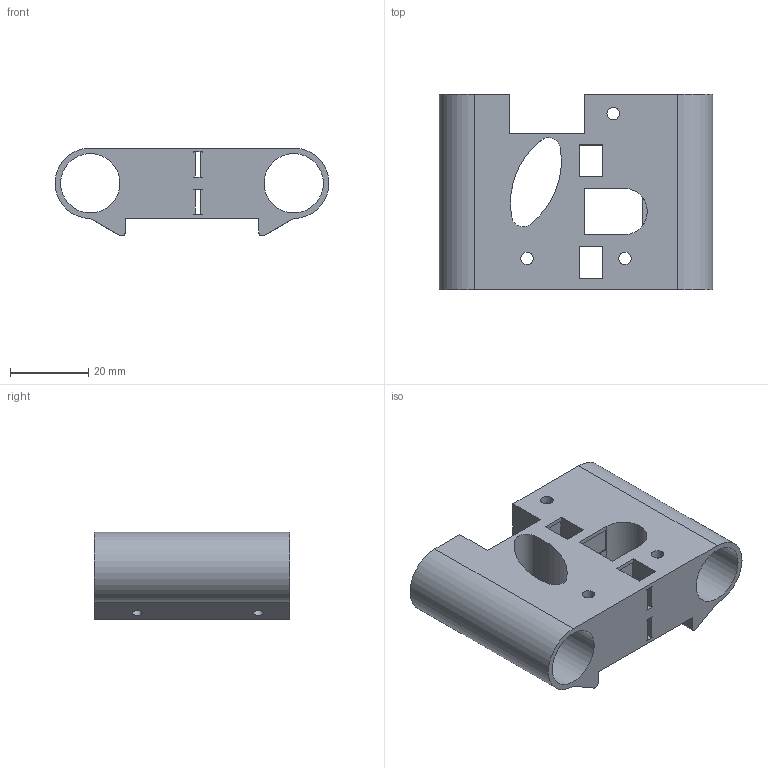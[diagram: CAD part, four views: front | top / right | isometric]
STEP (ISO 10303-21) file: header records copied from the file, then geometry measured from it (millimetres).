
FILE_DESCRIPTION(('FreeCAD Model'),'2;1');
FILE_NAME('Open CASCADE Shape Model','2025-01-17T22:44:33',(''),(''), 'Open CASCADE STEP processor 7.8','FreeCAD','Unknown');
FILE_SCHEMA(('AUTOMOTIVE_DESIGN { 1 0 10303 214 1 1 1 1 }'));
Length unit declared in the file: millimetre
Products named in the file (1): Тело
Bounding box: 70 x 50 x 22.46 mm (x, y, z)
Volume: 29311.3 mm3; surface area: 18710 mm2
Topology: 1 solids, 1 shells, 136 faces, 419 edges, 277 vertices
Faces by surface type: plane 113, cylinder 23
Full cylindrical faces by diameter (mm): 2.5 x5, 3.2 x3, 6.5 x3, 15.15 x2
Entity records: 4953 total; most frequent: CARTESIAN_POINT 1075, ORIENTED_EDGE 838, DIRECTION 745, EDGE_CURVE 419, LINE 363, VECTOR 363, VERTEX_POINT 277, AXIS2_PLACEMENT_3D 191
